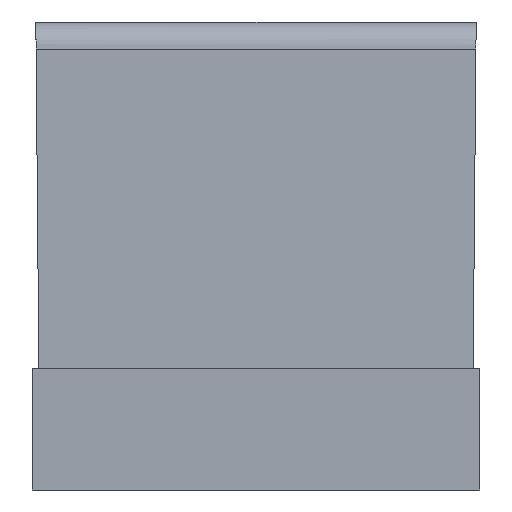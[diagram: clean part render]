
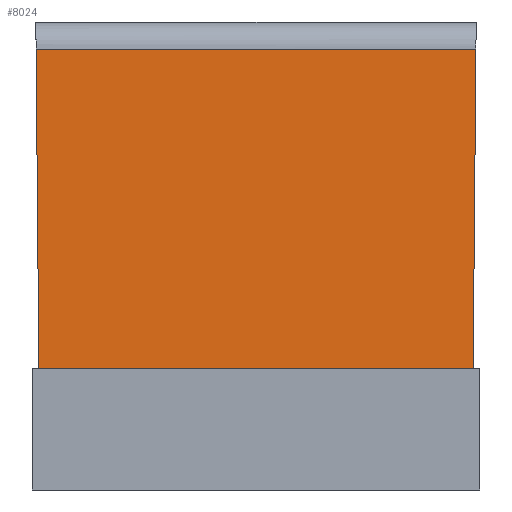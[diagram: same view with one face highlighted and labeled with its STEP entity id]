
A CAD part, front view. The second image highlights one B-rep face of the part: STEP entity #8024.
In plain terms, the highlighted planar face has unit normal (0, -1, 0.018).
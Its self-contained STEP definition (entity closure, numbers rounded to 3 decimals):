
#8024=ADVANCED_FACE('',(#13743),#10478,.T.);
#10478=PLANE('',#72005);
#13743=FACE_OUTER_BOUND('',#17171,.T.);
#17171=EDGE_LOOP('',(#35247,#35248,#35249,#35250));
#35247=ORIENTED_EDGE('',*,*,#51460,.T.);
#35248=ORIENTED_EDGE('',*,*,#51374,.T.);
#35249=ORIENTED_EDGE('',*,*,#51461,.F.);
#35250=ORIENTED_EDGE('',*,*,#51458,.F.);
#42150=VERTEX_POINT('',#108042);
#42154=VERTEX_POINT('',#108050);
#42201=VERTEX_POINT('',#108213);
#42202=VERTEX_POINT('',#108215);
#51374=EDGE_CURVE('',#42150,#42154,#58996,.T.);
#51458=EDGE_CURVE('',#42201,#42202,#59041,.T.);
#51460=EDGE_CURVE('',#42201,#42150,#59042,.T.);
#51461=EDGE_CURVE('',#42202,#42154,#59043,.T.);
#58996=LINE('',#108051,#66528);
#59041=LINE('',#108214,#66573);
#59042=LINE('',#108218,#66574);
#59043=LINE('',#108219,#66575);
#66528=VECTOR('',#89108,1.);
#66573=VECTOR('',#89295,1.);
#66574=VECTOR('',#89300,1.);
#66575=VECTOR('',#89301,1.);
#72005=AXIS2_PLACEMENT_3D('',#108220,#89302,#89303);
#89108=DIRECTION('',(1.,0.,0.));
#89295=DIRECTION('',(1.,0.,0.));
#89300=DIRECTION('',(0.009,-0.017,-1.));
#89301=DIRECTION('',(-0.009,-0.017,-1.));
#89302=DIRECTION('',(0.,-1.,0.017));
#89303=DIRECTION('',(0.,-0.017,-1.));
#108042=CARTESIAN_POINT('',(-8.478,-9.984,3.));
#108050=CARTESIAN_POINT('',(22.886,-9.984,3.));
#108051=CARTESIAN_POINT('',(7.204,-9.984,3.));
#108213=CARTESIAN_POINT('',(-8.679,-9.581,26.045));
#108214=CARTESIAN_POINT('',(244.06,-9.581,26.045));
#108215=CARTESIAN_POINT('',(23.087,-9.581,26.045));
#108218=CARTESIAN_POINT('',(-8.452,-10.036,0.));
#108219=CARTESIAN_POINT('',(22.86,-10.036,0.));
#108220=CARTESIAN_POINT('',(24.297,-10.036,0.));
